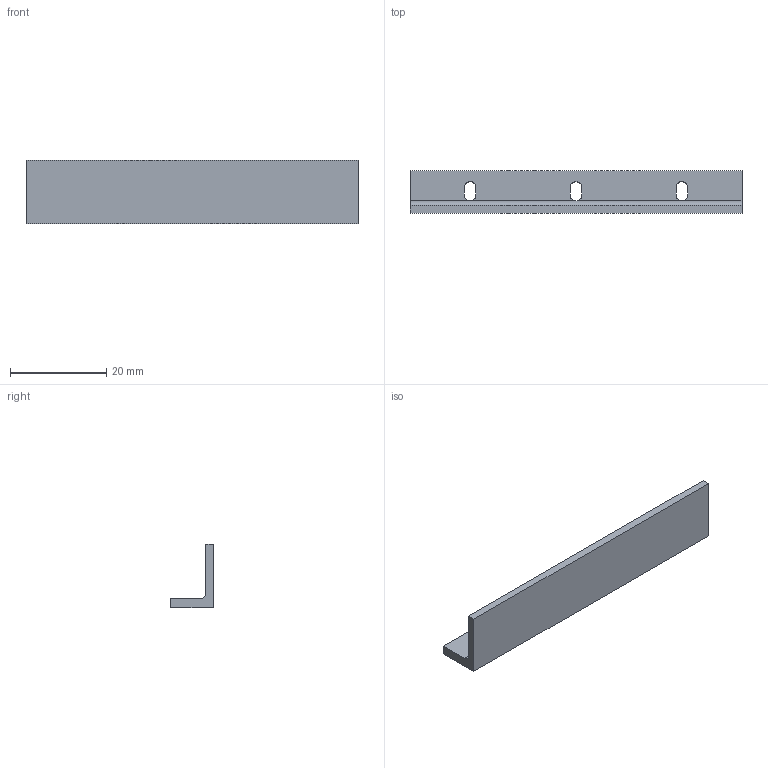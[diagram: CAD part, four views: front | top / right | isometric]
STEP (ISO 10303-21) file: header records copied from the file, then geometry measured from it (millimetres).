
FILE_DESCRIPTION (( 'STEP AP203' ), '1' );
FILE_NAME ('supportBracket.STEP', '2021-07-19T03:31:16', ( '' ), ( '' ), 'SwSTEP 2.0', 'SolidWorks 2020', '' );
FILE_SCHEMA (( 'CONFIG_CONTROL_DESIGN' ));
Length unit declared in the file: millimetre
Products named in the file (1): supportBracket
Bounding box: 69 x 8.9 x 13.3 mm (x, y, z)
Volume: 2440.3 mm3; surface area: 3120.4 mm2
Topology: 1 solids, 1 shells, 21 faces, 63 edges, 41 vertices
Faces by surface type: plane 14, cylinder 7
Entity records: 799 total; most frequent: ORIENTED_EDGE 126, CARTESIAN_POINT 126, DIRECTION 124, EDGE_CURVE 63, VECTOR 46, LINE 46, VERTEX_POINT 41, AXIS2_PLACEMENT_3D 39
